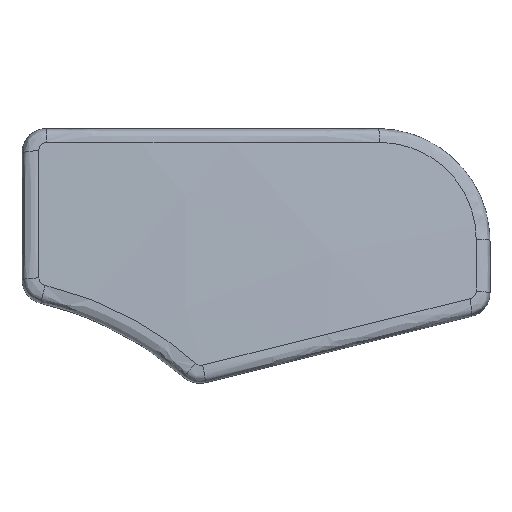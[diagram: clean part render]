
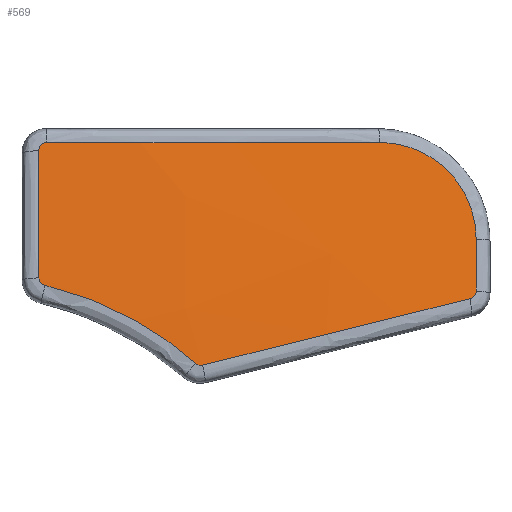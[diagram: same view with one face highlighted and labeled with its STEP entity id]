
A CAD part, top view. The second image highlights one B-rep face of the part: STEP entity #569.
In plain terms, the highlighted spherical face has radius 275 mm.
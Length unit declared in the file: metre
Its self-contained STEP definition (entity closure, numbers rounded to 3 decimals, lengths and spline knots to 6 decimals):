
#32=SPHERICAL_SURFACE('',#639,0.275);
#176=ORIENTED_EDGE('',*,*,#332,.T.);
#177=ORIENTED_EDGE('',*,*,#333,.T.);
#178=ORIENTED_EDGE('',*,*,#334,.T.);
#179=ORIENTED_EDGE('',*,*,#335,.T.);
#180=ORIENTED_EDGE('',*,*,#336,.T.);
#181=ORIENTED_EDGE('',*,*,#337,.T.);
#182=ORIENTED_EDGE('',*,*,#338,.T.);
#183=ORIENTED_EDGE('',*,*,#339,.T.);
#184=ORIENTED_EDGE('',*,*,#340,.T.);
#185=ORIENTED_EDGE('',*,*,#341,.T.);
#332=EDGE_CURVE('',#405,#406,#431,.T.);
#333=EDGE_CURVE('',#406,#407,#432,.T.);
#334=EDGE_CURVE('',#407,#408,#433,.T.);
#335=EDGE_CURVE('',#408,#409,#434,.T.);
#336=EDGE_CURVE('',#409,#410,#435,.T.);
#337=EDGE_CURVE('',#410,#411,#436,.T.);
#338=EDGE_CURVE('',#411,#412,#437,.T.);
#339=EDGE_CURVE('',#412,#413,#438,.T.);
#340=EDGE_CURVE('',#413,#414,#439,.T.);
#341=EDGE_CURVE('',#414,#405,#440,.T.);
#405=VERTEX_POINT('',#945);
#406=VERTEX_POINT('',#946);
#407=VERTEX_POINT('',#951);
#408=VERTEX_POINT('',#956);
#409=VERTEX_POINT('',#961);
#410=VERTEX_POINT('',#969);
#411=VERTEX_POINT('',#974);
#412=VERTEX_POINT('',#979);
#413=VERTEX_POINT('',#984);
#414=VERTEX_POINT('',#989);
#431=B_SPLINE_CURVE_WITH_KNOTS('',3,(#941,#942,#943,#944),.UNSPECIFIED.,
 .F.,.F.,(4,4),(0.,1.),.UNSPECIFIED.);
#432=B_SPLINE_CURVE_WITH_KNOTS('',3,(#947,#948,#949,#950),.UNSPECIFIED.,
 .F.,.F.,(4,4),(0.,1.),.UNSPECIFIED.);
#433=B_SPLINE_CURVE_WITH_KNOTS('',3,(#952,#953,#954,#955),.UNSPECIFIED.,
 .F.,.F.,(4,4),(0.,1.),.UNSPECIFIED.);
#434=B_SPLINE_CURVE_WITH_KNOTS('',3,(#957,#958,#959,#960),.UNSPECIFIED.,
 .F.,.F.,(4,4),(0.,1.),.UNSPECIFIED.);
#435=B_SPLINE_CURVE_WITH_KNOTS('',3,(#962,#963,#964,#965,#966,#967,#968),
 .UNSPECIFIED.,.F.,.F.,(4,1,1,1,4),(0.,0.25,0.5,0.75,1.),.UNSPECIFIED.);
#436=B_SPLINE_CURVE_WITH_KNOTS('',3,(#970,#971,#972,#973),.UNSPECIFIED.,
 .F.,.F.,(4,4),(0.,1.),.UNSPECIFIED.);
#437=B_SPLINE_CURVE_WITH_KNOTS('',3,(#975,#976,#977,#978),.UNSPECIFIED.,
 .F.,.F.,(4,4),(0.,1.),.UNSPECIFIED.);
#438=B_SPLINE_CURVE_WITH_KNOTS('',3,(#980,#981,#982,#983),.UNSPECIFIED.,
 .F.,.F.,(4,4),(0.,1.),.UNSPECIFIED.);
#439=B_SPLINE_CURVE_WITH_KNOTS('',3,(#985,#986,#987,#988),.UNSPECIFIED.,
 .F.,.F.,(4,4),(0.,1.),.UNSPECIFIED.);
#440=B_SPLINE_CURVE_WITH_KNOTS('',3,(#990,#991,#992,#993,#994,#995),
 .UNSPECIFIED.,.F.,.F.,(4,1,1,4),(0.,0.25,0.5,1.),.UNSPECIFIED.);
#468=EDGE_LOOP('',(#176,#177,#178,#179,#180,#181,#182,#183,#184,#185));
#515=FACE_BOUND('',#468,.T.);
#569=ADVANCED_FACE('',(#515),#32,.T.);
#639=AXIS2_PLACEMENT_3D('',#940,#737,#738);
#737=DIRECTION('',(1.,0.,0.));
#738=DIRECTION('',(0.,0.,1.));
#940=CARTESIAN_POINT('',(0.038795,-0.00334,-0.237661));
#941=CARTESIAN_POINT('',(0.058639,0.019578,0.035663));
#942=CARTESIAN_POINT('',(0.058812,0.019422,0.035664));
#943=CARTESIAN_POINT('',(0.059052,0.019363,0.035651));
#944=CARTESIAN_POINT('',(0.059279,0.019419,0.035629));
#945=CARTESIAN_POINT('',(0.058639,0.019578,0.035663));
#946=CARTESIAN_POINT('',(0.059279,0.019419,0.035629));
#947=CARTESIAN_POINT('',(0.059279,0.019419,0.035629));
#948=CARTESIAN_POINT('',(0.067929,0.021576,0.034801));
#949=CARTESIAN_POINT('',(0.076012,0.023591,0.033589));
#950=CARTESIAN_POINT('',(0.083513,0.025461,0.032146));
#951=CARTESIAN_POINT('',(0.083513,0.025461,0.032146));
#952=CARTESIAN_POINT('',(0.083513,0.025461,0.032146));
#953=CARTESIAN_POINT('',(0.083826,0.025539,0.032086));
#954=CARTESIAN_POINT('',(0.084047,0.02582,0.032019));
#955=CARTESIAN_POINT('',(0.084047,0.026144,0.031983));
#956=CARTESIAN_POINT('',(0.084047,0.026144,0.031983));
#957=CARTESIAN_POINT('',(0.084047,0.026144,0.031983));
#958=CARTESIAN_POINT('',(0.084047,0.027713,0.031812));
#959=CARTESIAN_POINT('',(0.084047,0.029281,0.031626));
#960=CARTESIAN_POINT('',(0.084047,0.030846,0.031428));
#961=CARTESIAN_POINT('',(0.084047,0.030846,0.031428));
#962=CARTESIAN_POINT('',(0.084047,0.030846,0.031428));
#963=CARTESIAN_POINT('',(0.084047,0.032005,0.03128));
#964=CARTESIAN_POINT('',(0.08359,0.034277,0.031053));
#965=CARTESIAN_POINT('',(0.081644,0.037199,0.030946));
#966=CARTESIAN_POINT('',(0.078715,0.039143,0.031097));
#967=CARTESIAN_POINT('',(0.076453,0.039594,0.031346));
#968=CARTESIAN_POINT('',(0.075299,0.039594,0.031503));
#969=CARTESIAN_POINT('',(0.075299,0.039594,0.031503));
#970=CARTESIAN_POINT('',(0.075299,0.039594,0.031503));
#971=CARTESIAN_POINT('',(0.06537,0.039594,0.032849));
#972=CARTESIAN_POINT('',(0.055296,0.039594,0.033656));
#973=CARTESIAN_POINT('',(0.045135,0.039594,0.033893));
#974=CARTESIAN_POINT('',(0.045135,0.039594,0.033893));
#975=CARTESIAN_POINT('',(0.045135,0.039594,0.033893));
#976=CARTESIAN_POINT('',(0.044745,0.039594,0.033902));
#977=CARTESIAN_POINT('',(0.044431,0.039278,0.033959));
#978=CARTESIAN_POINT('',(0.044431,0.03889,0.034019));
#979=CARTESIAN_POINT('',(0.044431,0.03889,0.034019));
#980=CARTESIAN_POINT('',(0.044431,0.03889,0.034019));
#981=CARTESIAN_POINT('',(0.044431,0.035053,0.034615));
#982=CARTESIAN_POINT('',(0.044431,0.031203,0.035131));
#983=CARTESIAN_POINT('',(0.044431,0.027344,0.035564));
#984=CARTESIAN_POINT('',(0.044431,0.027344,0.035564));
#985=CARTESIAN_POINT('',(0.044431,0.027344,0.035564));
#986=CARTESIAN_POINT('',(0.044431,0.027016,0.035601));
#987=CARTESIAN_POINT('',(0.044657,0.026731,0.035627));
#988=CARTESIAN_POINT('',(0.044977,0.026658,0.035628));
#989=CARTESIAN_POINT('',(0.044977,0.026658,0.035628));
#990=CARTESIAN_POINT('',(0.044977,0.026658,0.035628));
#991=CARTESIAN_POINT('',(0.046251,0.026366,0.035632));
#992=CARTESIAN_POINT('',(0.048737,0.025628,0.035638));
#993=CARTESIAN_POINT('',(0.053525,0.023511,0.03565));
#994=CARTESIAN_POINT('',(0.056704,0.021311,0.035658));
#995=CARTESIAN_POINT('',(0.058639,0.019578,0.035663));
